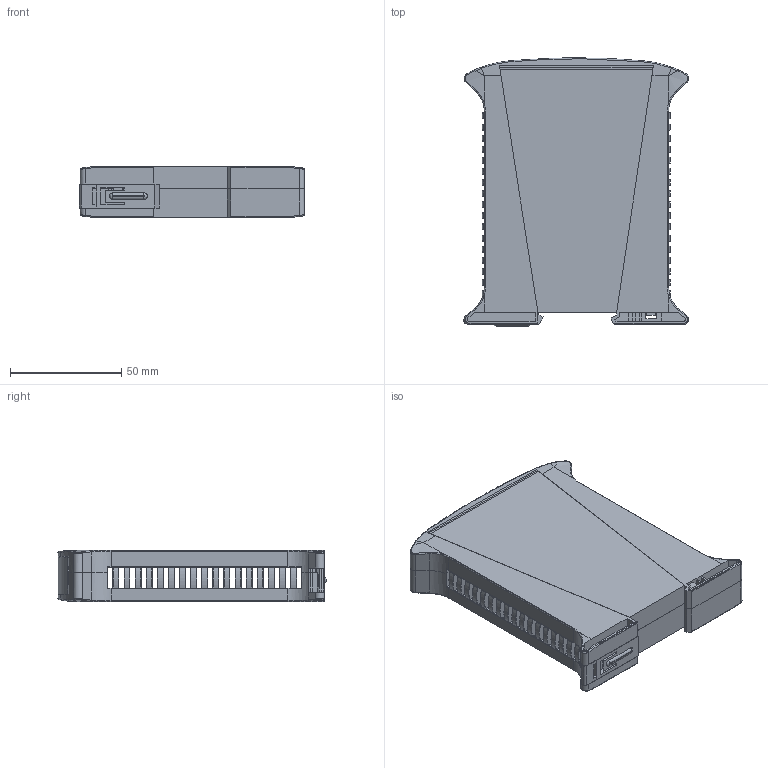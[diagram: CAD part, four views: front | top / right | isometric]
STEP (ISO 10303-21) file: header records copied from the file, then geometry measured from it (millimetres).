
FILE_DESCRIPTION (( 'STEP AP214' ), '1' );
FILE_NAME ('DEFINE-SENTRY-R2A.STEP', '2025-10-21T17:58:16', ( '' ), ( '' ), 'SwSTEP 2.0', 'SolidWorks 2024', '' );
FILE_SCHEMA (( 'AUTOMOTIVE_DESIGN' ));
Length unit declared in the file: inch
Products named in the file (1): DEFINE-SENTRY-R2A
Bounding box: 101.35 x 120.82 x 23 mm (x, y, z)
Volume: 75134.7 mm3; surface area: 70596.6 mm2
Topology: 8 solids, 8 shells, 1941 faces, 5684 edges, 3704 vertices
Faces by surface type: plane 1188, cylinder 523, torus 163, bspline 67
Entity records: 69401 total; most frequent: CARTESIAN_POINT 20266, ORIENTED_EDGE 11360, DIRECTION 8986, EDGE_CURVE 5680, VERTEX_POINT 3704, VECTOR 3694, LINE 3694, AXIS2_PLACEMENT_3D 2646
